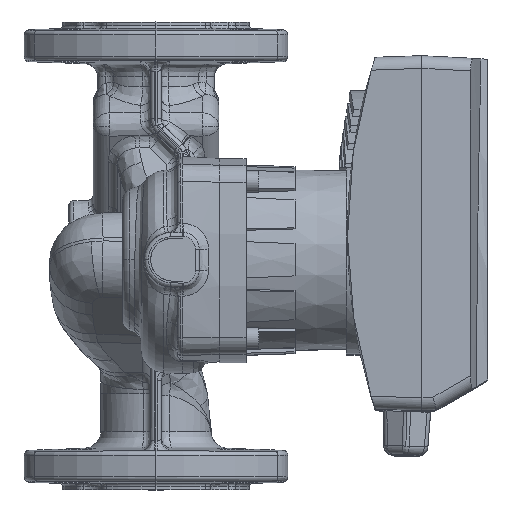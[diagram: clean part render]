
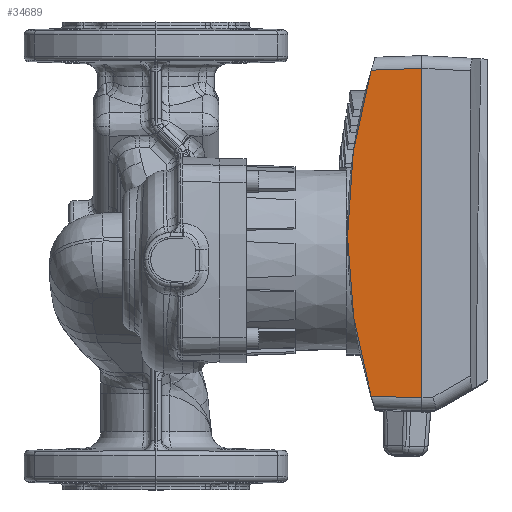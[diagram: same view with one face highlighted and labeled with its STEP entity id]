
A CAD part, top view. The second image highlights one B-rep face of the part: STEP entity #34689.
In plain terms, the highlighted face is planar.
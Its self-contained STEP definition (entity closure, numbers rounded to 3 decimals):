
#673 = VERTEX_POINT ( 'NONE', #62041 ) ;
#14417 =( BOUNDED_CURVE ( )  B_SPLINE_CURVE ( 3, ( #50567, #50634, #50637, #50640 ),
 .UNSPECIFIED., .F., .T. ) 
 B_SPLINE_CURVE_WITH_KNOTS ( ( 4, 4 ),
 ( 5.995, 6.571 ),
 .UNSPECIFIED. ) 
 CURVE ( )  GEOMETRIC_REPRESENTATION_ITEM ( )  RATIONAL_B_SPLINE_CURVE ( ( 1., 0.973, 0.973, 1. ) ) 
 REPRESENTATION_ITEM ( '' )  );
#26731 = EDGE_CURVE ( 'NONE', #673, #32310, #49931, .T. ) ;
#26770 = EDGE_CURVE ( 'NONE', #32341, #32338, #14417, .T. ) ;
#26773 = EDGE_CURVE ( 'NONE', #32310, #32341, #50709, .T. ) ;
#26774 = EDGE_CURVE ( 'NONE', #32338, #673, #50777, .T. ) ;
#28948 = EDGE_LOOP ( 'NONE', ( #51603, #51605, #51608, #51611 ) ) ;
#32310 = VERTEX_POINT ( 'NONE', #57942 ) ;
#32338 = VERTEX_POINT ( 'NONE', #57970 ) ;
#32341 = VERTEX_POINT ( 'NONE', #57973 ) ;
#34689 = ADVANCED_FACE ( 'NONE', ( #59483 ), #59484, .T. ) ;
#49931 = LINE ( 'NONE', #49936, #52040 ) ;
#49936 = CARTESIAN_POINT ( 'NONE',  ( 95.4, 68.5, -96. ) ) ;
#49938 = DIRECTION ( 'NONE',  ( 0., 0., -1. ) ) ;
#50567 = CARTESIAN_POINT ( 'NONE',  ( 71.514, 67.666, -89.17 ) ) ;
#50634 = CARTESIAN_POINT ( 'NONE',  ( 56.591, 67.145, -38.778 ) ) ;
#50637 = CARTESIAN_POINT ( 'NONE',  ( 56.591, 67.145, 13.778 ) ) ;
#50640 = CARTESIAN_POINT ( 'NONE',  ( 71.514, 67.666, 64.17 ) ) ;
#50709 = LINE ( 'NONE', #50771, #52066 ) ;
#50771 = CARTESIAN_POINT ( 'NONE',  ( 73.596, 67.739, -89.242 ) ) ;
#50774 = DIRECTION ( 'NONE',  ( -0.999, -0.035, 0.035 ) ) ;
#50777 = LINE ( 'NONE', #50782, #52073 ) ;
#50782 = CARTESIAN_POINT ( 'NONE',  ( 95.609, 68.507, 65.011 ) ) ;
#50785 = DIRECTION ( 'NONE',  ( 0.999, 0.035, 0.035 ) ) ;
#51603 = ORIENTED_EDGE ( 'NONE', *, *, #26731, .T. ) ;
#51605 = ORIENTED_EDGE ( 'NONE', *, *, #26773, .T. ) ;
#51608 = ORIENTED_EDGE ( 'NONE', *, *, #26770, .T. ) ;
#51611 = ORIENTED_EDGE ( 'NONE', *, *, #26774, .T. ) ;
#52040 = VECTOR ( 'NONE', #49938, 1000. ) ;
#52066 = VECTOR ( 'NONE', #50774, 1000. ) ;
#52073 = VECTOR ( 'NONE', #50785, 1000. ) ;
#52386 = AXIS2_PLACEMENT_3D ( 'NONE', #59481, #59486, #59487 ) ;
#57942 = CARTESIAN_POINT ( 'NONE',  ( 95.4, 68.5, -90.004 ) ) ;
#57970 = CARTESIAN_POINT ( 'NONE',  ( 71.514, 67.666, 64.17 ) ) ;
#57973 = CARTESIAN_POINT ( 'NONE',  ( 71.514, 67.666, -89.17 ) ) ;
#59481 = CARTESIAN_POINT ( 'NONE',  ( 95.4, 68.5, -96. ) ) ;
#59483 = FACE_OUTER_BOUND ( 'NONE', #28948, .T. ) ;
#59484 = PLANE ( 'NONE',  #52386 ) ;
#59486 = DIRECTION ( 'NONE',  ( -0.035, 0.999, 0. ) ) ;
#59487 = DIRECTION ( 'NONE',  ( -0.999, -0.035, 0. ) ) ;
#62041 = CARTESIAN_POINT ( 'NONE',  ( 95.4, 68.5, 65.004 ) ) ;
